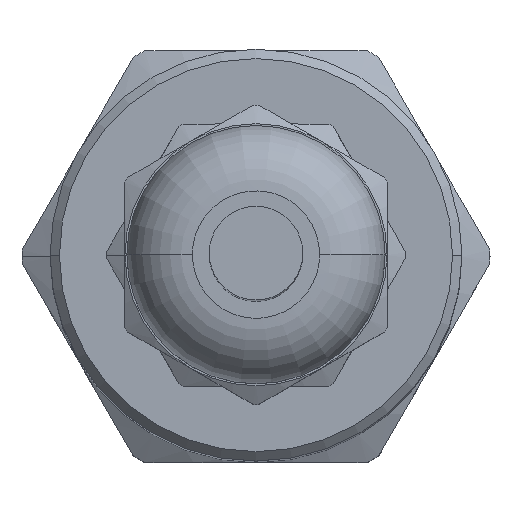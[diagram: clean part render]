
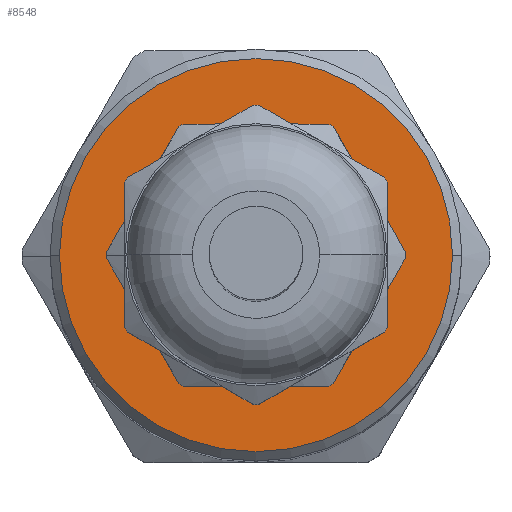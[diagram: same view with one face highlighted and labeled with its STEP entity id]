
A CAD part, top view. The second image highlights one B-rep face of the part: STEP entity #8548.
In plain terms, the highlighted face is planar.
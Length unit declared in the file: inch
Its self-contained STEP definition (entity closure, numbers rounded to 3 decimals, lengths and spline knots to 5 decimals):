
#302 = DIRECTION ( 'NONE',  ( 1., 0., 0. ) ) ;
#321 = EDGE_CURVE ( 'NONE', #1926, #9383, #6568, .T. ) ;
#580 = CIRCLE ( 'NONE', #2355, 0.41339 ) ;
#1167 = CARTESIAN_POINT ( 'NONE',  ( 0., 0.05906, 0. ) ) ;
#1256 = AXIS2_PLACEMENT_3D ( 'NONE', #1167, #3901, #4836 ) ;
#1907 = CARTESIAN_POINT ( 'NONE',  ( 0., 0.05906, 0. ) ) ;
#1926 = VERTEX_POINT ( 'NONE', #4033 ) ;
#1997 = ORIENTED_EDGE ( 'NONE', *, *, #321, .T. ) ;
#2109 = ORIENTED_EDGE ( 'NONE', *, *, #5023, .T. ) ;
#2355 = AXIS2_PLACEMENT_3D ( 'NONE', #1907, #4117, #7179 ) ;
#2568 = CARTESIAN_POINT ( 'NONE',  ( 0., 0.05906, 0. ) ) ;
#2923 = FACE_OUTER_BOUND ( 'NONE', #3800, .T. ) ;
#3438 = CARTESIAN_POINT ( 'NONE',  ( 0., 0.05906, 0. ) ) ;
#3785 = AXIS2_PLACEMENT_3D ( 'NONE', #4589, #7687, #7637 ) ;
#3800 = EDGE_LOOP ( 'NONE', ( #1997, #2109 ) ) ;
#3834 = PLANE ( 'NONE',  #3785 ) ;
#3901 = DIRECTION ( 'NONE',  ( 0., -1., 0. ) ) ;
#4033 = CARTESIAN_POINT ( 'NONE',  ( 0.41339, 0.05906, 0. ) ) ;
#4117 = DIRECTION ( 'NONE',  ( 0., 1., 0. ) ) ;
#4588 = AXIS2_PLACEMENT_3D ( 'NONE', #3438, #5046, #5897 ) ;
#4589 = CARTESIAN_POINT ( 'NONE',  ( 0., 0.05906, 0. ) ) ;
#4836 = DIRECTION ( 'NONE',  ( 0., 0., 1. ) ) ;
#4866 = CARTESIAN_POINT ( 'NONE',  ( 0., 0.05906, 0.23622 ) ) ;
#5023 = EDGE_CURVE ( 'NONE', #9383, #1926, #580, .T. ) ;
#5046 = DIRECTION ( 'NONE',  ( 0., -1., 0. ) ) ;
#5219 = CIRCLE ( 'NONE', #4588, 0.23622 ) ;
#5452 = AXIS2_PLACEMENT_3D ( 'NONE', #2568, #6543, #302 ) ;
#5590 = CIRCLE ( 'NONE', #1256, 0.23622 ) ;
#5843 = CARTESIAN_POINT ( 'NONE',  ( 0., 0.05906, -0.23622 ) ) ;
#5897 = DIRECTION ( 'NONE',  ( 0., 0., 1. ) ) ;
#6505 = EDGE_CURVE ( 'NONE', #9789, #7996, #5590, .T. ) ;
#6543 = DIRECTION ( 'NONE',  ( 0., 1., 0. ) ) ;
#6568 = CIRCLE ( 'NONE', #5452, 0.41339 ) ;
#7179 = DIRECTION ( 'NONE',  ( 1., 0., 0. ) ) ;
#7431 = EDGE_LOOP ( 'NONE', ( #7903, #8802 ) ) ;
#7637 = DIRECTION ( 'NONE',  ( 0., 0., 1. ) ) ;
#7687 = DIRECTION ( 'NONE',  ( 0., 1., 0. ) ) ;
#7754 = EDGE_CURVE ( 'NONE', #7996, #9789, #5219, .T. ) ;
#7903 = ORIENTED_EDGE ( 'NONE', *, *, #7754, .T. ) ;
#7996 = VERTEX_POINT ( 'NONE', #4866 ) ;
#8063 = CARTESIAN_POINT ( 'NONE',  ( -0.41339, 0.05906, 0. ) ) ;
#8391 = FACE_BOUND ( 'NONE', #7431, .T. ) ;
#8548 = ADVANCED_FACE ( 'NONE', ( #8391, #2923 ), #3834, .T. ) ;
#8802 = ORIENTED_EDGE ( 'NONE', *, *, #6505, .T. ) ;
#9383 = VERTEX_POINT ( 'NONE', #8063 ) ;
#9789 = VERTEX_POINT ( 'NONE', #5843 ) ;
